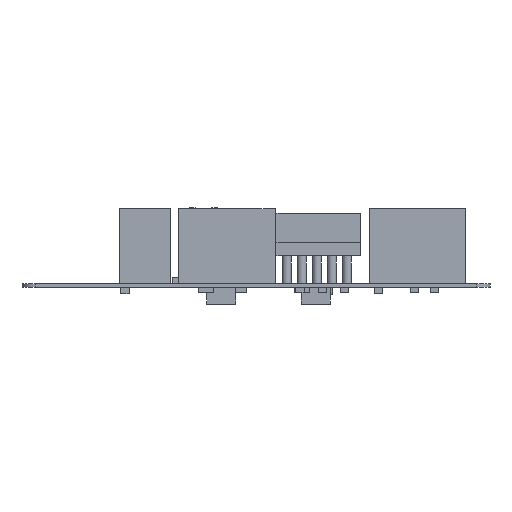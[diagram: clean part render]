
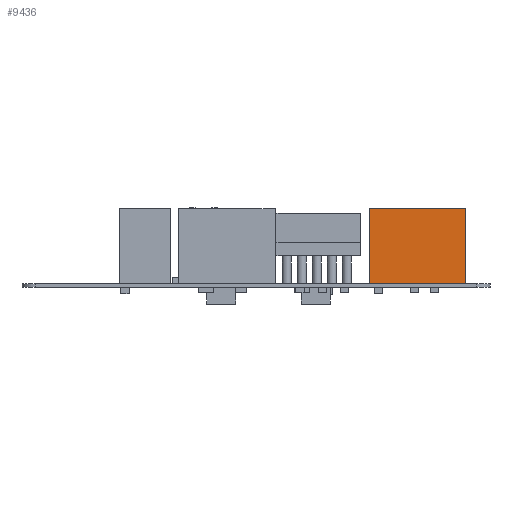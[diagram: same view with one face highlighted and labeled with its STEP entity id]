
A CAD part, left-side view. The second image highlights one B-rep face of the part: STEP entity #9436.
In plain terms, the highlighted planar face has unit normal (-1, 0, 0).
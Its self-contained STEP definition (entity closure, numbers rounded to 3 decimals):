
#9338 = EDGE_CURVE('',#9339,#9341,#9343,.T.);
#9339 = VERTEX_POINT('',#9340);
#9340 = CARTESIAN_POINT('',(-3.227,5.437,0.));
#9341 = VERTEX_POINT('',#9342);
#9342 = CARTESIAN_POINT('',(-3.227,5.437,8.5));
#9343 = LINE('',#9344,#9345);
#9344 = CARTESIAN_POINT('',(-3.227,5.437,0.));
#9345 = VECTOR('',#9346,1.);
#9346 = DIRECTION('',(0.,0.,1.));
#9411 = VERTEX_POINT('',#9412);
#9412 = CARTESIAN_POINT('',(-3.227,-5.437,8.5));
#9418 = EDGE_CURVE('',#9419,#9411,#9421,.T.);
#9419 = VERTEX_POINT('',#9420);
#9420 = CARTESIAN_POINT('',(-3.227,-5.437,0.));
#9421 = LINE('',#9422,#9423);
#9422 = CARTESIAN_POINT('',(-3.227,-5.437,0.));
#9423 = VECTOR('',#9424,1.);
#9424 = DIRECTION('',(0.,0.,1.));
#9436 = ADVANCED_FACE('',(#9437),#9453,.T.);
#9437 = FACE_BOUND('',#9438,.T.);
#9438 = EDGE_LOOP('',(#9439,#9440,#9446,#9447));
#9439 = ORIENTED_EDGE('',*,*,#9418,.T.);
#9440 = ORIENTED_EDGE('',*,*,#9441,.T.);
#9441 = EDGE_CURVE('',#9411,#9341,#9442,.T.);
#9442 = LINE('',#9443,#9444);
#9443 = CARTESIAN_POINT('',(-3.227,-5.437,8.5));
#9444 = VECTOR('',#9445,1.);
#9445 = DIRECTION('',(0.,1.,0.));
#9446 = ORIENTED_EDGE('',*,*,#9338,.F.);
#9447 = ORIENTED_EDGE('',*,*,#9448,.F.);
#9448 = EDGE_CURVE('',#9419,#9339,#9449,.T.);
#9449 = LINE('',#9450,#9451);
#9450 = CARTESIAN_POINT('',(-3.227,-5.437,0.));
#9451 = VECTOR('',#9452,1.);
#9452 = DIRECTION('',(0.,1.,0.));
#9453 = PLANE('',#9454);
#9454 = AXIS2_PLACEMENT_3D('',#9455,#9456,#9457);
#9455 = CARTESIAN_POINT('',(-3.227,-5.437,0.));
#9456 = DIRECTION('',(-1.,0.,0.));
#9457 = DIRECTION('',(0.,1.,0.));
